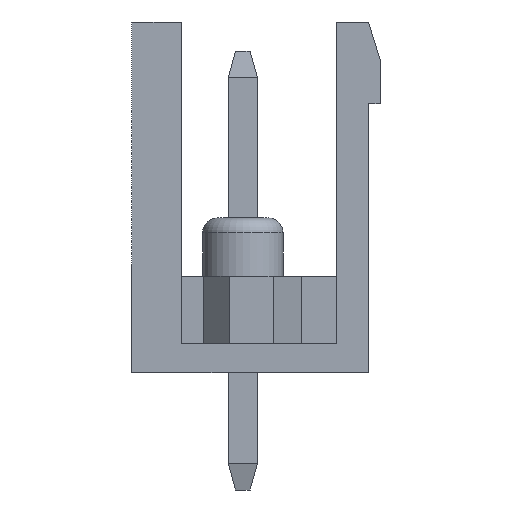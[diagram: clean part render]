
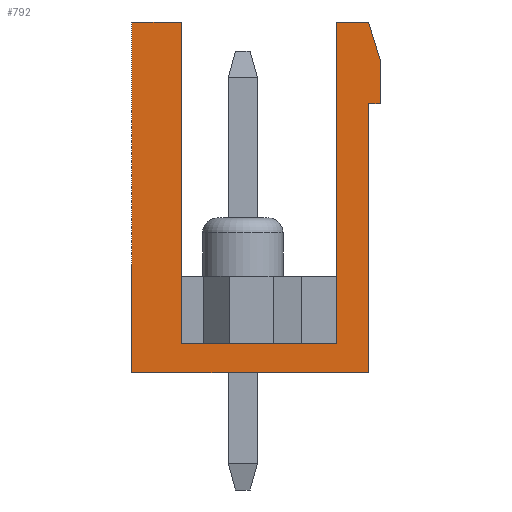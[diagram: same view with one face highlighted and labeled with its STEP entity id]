
A CAD part, left-side view. The second image highlights one B-rep face of the part: STEP entity #792.
In plain terms, the highlighted planar face has unit normal (-1, 0, 0).
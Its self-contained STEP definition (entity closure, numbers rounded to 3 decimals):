
#792 = ADVANCED_FACE( '', ( #1865 ), #1866, .F. );
#1865 = FACE_OUTER_BOUND( '', #3305, .T. );
#1866 = PLANE( '', #3306 );
#3305 = EDGE_LOOP( '', ( #5280, #5281, #5282, #5283, #5284, #5285, #5286, #5287, #5288, #5289, #5290 ) );
#3306 = AXIS2_PLACEMENT_3D( '', #5291, #5292, #5293 );
#5280 = ORIENTED_EDGE( '', *, *, #9410, .T. );
#5281 = ORIENTED_EDGE( '', *, *, #9411, .F. );
#5282 = ORIENTED_EDGE( '', *, *, #9224, .F. );
#5283 = ORIENTED_EDGE( '', *, *, #9412, .F. );
#5284 = ORIENTED_EDGE( '', *, *, #9413, .T. );
#5285 = ORIENTED_EDGE( '', *, *, #9414, .F. );
#5286 = ORIENTED_EDGE( '', *, *, #9415, .F. );
#5287 = ORIENTED_EDGE( '', *, *, #9416, .F. );
#5288 = ORIENTED_EDGE( '', *, *, #9417, .T. );
#5289 = ORIENTED_EDGE( '', *, *, #9041, .T. );
#5290 = ORIENTED_EDGE( '', *, *, #9418, .F. );
#5291 = CARTESIAN_POINT( '', ( -33.02, 0., 0. ) );
#5292 = DIRECTION( '', ( 1., 0., 0. ) );
#5293 = DIRECTION( '', ( 0., 0., -1. ) );
#9041 = EDGE_CURVE( '', #10903, #10904, #10905, .T. );
#9224 = EDGE_CURVE( '', #11239, #11241, #11242, .T. );
#9410 = EDGE_CURVE( '', #11552, #11553, #11554, .T. );
#9411 = EDGE_CURVE( '', #11241, #11553, #11555, .T. );
#9412 = EDGE_CURVE( '', #11556, #11239, #11557, .T. );
#9413 = EDGE_CURVE( '', #11556, #11558, #11559, .T. );
#9414 = EDGE_CURVE( '', #11560, #11558, #11561, .T. );
#9415 = EDGE_CURVE( '', #11562, #11560, #11563, .T. );
#9416 = EDGE_CURVE( '', #11564, #11562, #11565, .T. );
#9417 = EDGE_CURVE( '', #11564, #10903, #11566, .T. );
#9418 = EDGE_CURVE( '', #11552, #10904, #11567, .T. );
#10903 = VERTEX_POINT( '', #13623 );
#10904 = VERTEX_POINT( '', #13624 );
#10905 = LINE( '', #13625, #13626 );
#11239 = VERTEX_POINT( '', #14122 );
#11241 = VERTEX_POINT( '', #14125 );
#11242 = LINE( '', #14126, #14127 );
#11552 = VERTEX_POINT( '', #14578 );
#11553 = VERTEX_POINT( '', #14579 );
#11554 = LINE( '', #14580, #14581 );
#11555 = LINE( '', #14582, #14583 );
#11556 = VERTEX_POINT( '', #14584 );
#11557 = LINE( '', #14585, #14586 );
#11558 = VERTEX_POINT( '', #14587 );
#11559 = LINE( '', #14588, #14589 );
#11560 = VERTEX_POINT( '', #14590 );
#11561 = LINE( '', #14591, #14592 );
#11562 = VERTEX_POINT( '', #14593 );
#11563 = LINE( '', #14594, #14595 );
#11564 = VERTEX_POINT( '', #14596 );
#11565 = LINE( '', #14597, #14598 );
#11566 = LINE( '', #14599, #14600 );
#11567 = LINE( '', #14601, #14602 );
#13623 = CARTESIAN_POINT( '', ( -33.02, -4.05, 3.2 ) );
#13624 = CARTESIAN_POINT( '', ( -33.02, -4.45, 3.2 ) );
#13625 = CARTESIAN_POINT( '', ( -33.02, -4.05, 3.2 ) );
#13626 = VECTOR( '', #17183, 1000. );
#14122 = CARTESIAN_POINT( '', ( -33.02, -2.95, -5. ) );
#14125 = CARTESIAN_POINT( '', ( -33.02, -2.95, 6. ) );
#14126 = CARTESIAN_POINT( '', ( -33.02, -2.95, -5. ) );
#14127 = VECTOR( '', #17353, 1000. );
#14578 = CARTESIAN_POINT( '', ( -33.02, -4.45, 4.7 ) );
#14579 = CARTESIAN_POINT( '', ( -33.02, -4.05, 6. ) );
#14580 = CARTESIAN_POINT( '', ( -33.02, -4.45, 4.7 ) );
#14581 = VECTOR( '', #17516, 1000. );
#14582 = CARTESIAN_POINT( '', ( -33.02, 4.05, 6. ) );
#14583 = VECTOR( '', #17517, 1000. );
#14584 = CARTESIAN_POINT( '', ( -33.02, 2.35, -5. ) );
#14585 = CARTESIAN_POINT( '', ( -33.02, 2.35, -5. ) );
#14586 = VECTOR( '', #17518, 1000. );
#14587 = CARTESIAN_POINT( '', ( -33.02, 2.35, 6. ) );
#14588 = CARTESIAN_POINT( '', ( -33.02, 2.35, -5. ) );
#14589 = VECTOR( '', #17519, 1000. );
#14590 = CARTESIAN_POINT( '', ( -33.02, 4.05, 6. ) );
#14591 = CARTESIAN_POINT( '', ( -33.02, 4.05, 6. ) );
#14592 = VECTOR( '', #17520, 1000. );
#14593 = CARTESIAN_POINT( '', ( -33.02, 4.05, -6. ) );
#14594 = CARTESIAN_POINT( '', ( -33.02, 4.05, -6. ) );
#14595 = VECTOR( '', #17521, 1000. );
#14596 = CARTESIAN_POINT( '', ( -33.02, -4.05, -6. ) );
#14597 = CARTESIAN_POINT( '', ( -33.02, -4.45, -6. ) );
#14598 = VECTOR( '', #17522, 1000. );
#14599 = CARTESIAN_POINT( '', ( -33.02, -4.05, -6. ) );
#14600 = VECTOR( '', #17523, 1000. );
#14601 = CARTESIAN_POINT( '', ( -33.02, -4.45, 6. ) );
#14602 = VECTOR( '', #17524, 1000. );
#17183 = DIRECTION( '', ( 0., -1., 0. ) );
#17353 = DIRECTION( '', ( 0., 0., 1. ) );
#17516 = DIRECTION( '', ( 0., 0.294, 0.956 ) );
#17517 = DIRECTION( '', ( 0., -1., 0. ) );
#17518 = DIRECTION( '', ( 0., -1., 0. ) );
#17519 = DIRECTION( '', ( 0., 0., 1. ) );
#17520 = DIRECTION( '', ( 0., -1., 0. ) );
#17521 = DIRECTION( '', ( 0., 0., 1. ) );
#17522 = DIRECTION( '', ( 0., 1., 0. ) );
#17523 = DIRECTION( '', ( 0., 0., 1. ) );
#17524 = DIRECTION( '', ( 0., 0., -1. ) );
